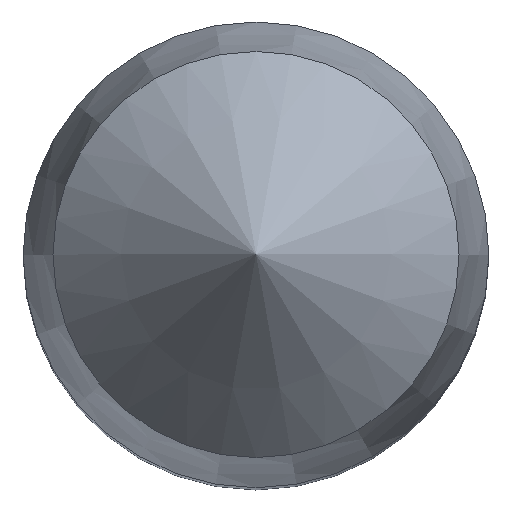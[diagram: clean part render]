
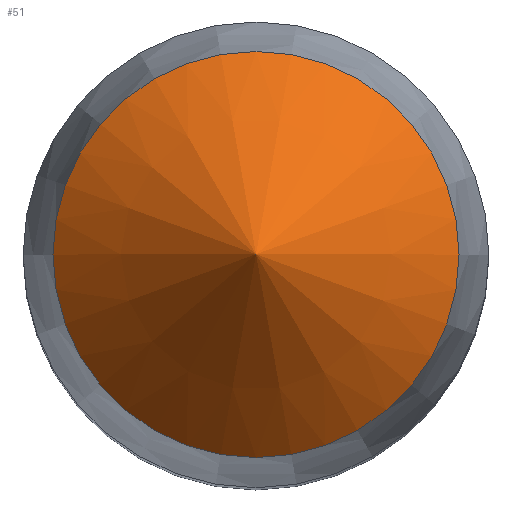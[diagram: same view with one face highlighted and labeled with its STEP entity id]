
A CAD part, top view. The second image highlights one B-rep face of the part: STEP entity #51.
In plain terms, the highlighted conical face has half-angle 45 degrees and reference radius 1.62 mm.
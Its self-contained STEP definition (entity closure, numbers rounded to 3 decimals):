
#34=VERTEX_LOOP('',#119);
#41=CONICAL_SURFACE('',#442,1.62,45.);
#51=ADVANCED_FACE('',(#70,#71),#41,.T.);
#70=FACE_BOUND('',#89,.T.);
#71=FACE_BOUND('',#34,.T.);
#89=EDGE_LOOP('',(#107));
#107=ORIENTED_EDGE('',*,*,#128,.F.);
#118=VERTEX_POINT('',#588);
#119=VERTEX_POINT('',#589);
#128=EDGE_CURVE('',#118,#118,#137,.T.);
#137=CIRCLE('',#441,1.343);
#441=AXIS2_PLACEMENT_3D('',#587,#514,#515);
#442=AXIS2_PLACEMENT_3D('',#590,#516,#517);
#514=DIRECTION('',(0.,0.,-1.));
#515=DIRECTION('',(1.,0.,0.));
#516=DIRECTION('',(0.,0.,-1.));
#517=DIRECTION('',(-1.,0.,0.));
#587=CARTESIAN_POINT('',(0.,0.,55.622));
#588=CARTESIAN_POINT('',(1.343,0.,55.622));
#589=CARTESIAN_POINT('',(0.,0.,56.965));
#590=CARTESIAN_POINT('',(0.,0.,55.345));
